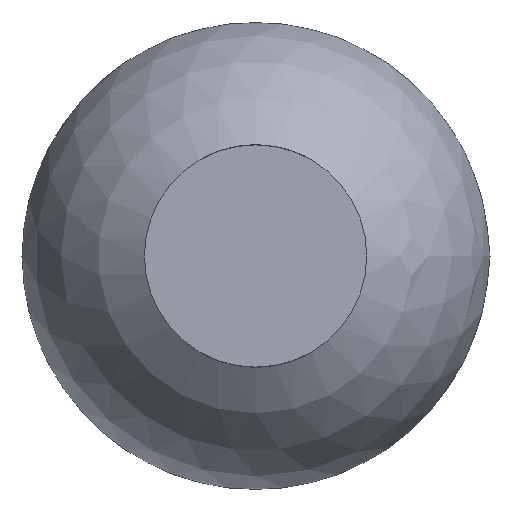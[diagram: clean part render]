
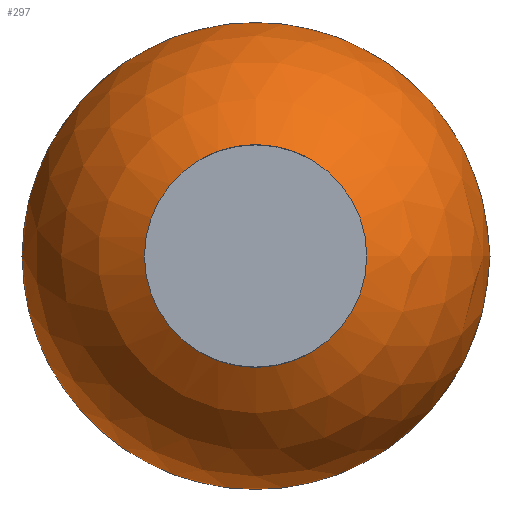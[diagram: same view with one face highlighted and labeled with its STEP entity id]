
A CAD part, front view. The second image highlights one B-rep face of the part: STEP entity #297.
In plain terms, the highlighted spherical face has radius 13.75 mm.
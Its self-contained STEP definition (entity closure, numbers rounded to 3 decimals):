
#39 = VERTEX_POINT('',#40);
#40 = CARTESIAN_POINT('',(6.5,64.133,0.));
#48 = EDGE_CURVE('',#39,#39,#49,.T.);
#49 = CIRCLE('',#50,6.5);
#50 = AXIS2_PLACEMENT_3D('',#51,#52,#53);
#51 = CARTESIAN_POINT('',(0.,64.133,0.));
#52 = DIRECTION('',(0.,-1.,0.));
#53 = DIRECTION('',(1.,0.,0.));
#297 = ADVANCED_FACE('',(#298),#311,.T.);
#298 = FACE_BOUND('',#299,.F.);
#299 = EDGE_LOOP('',(#300,#301,#310));
#300 = ORIENTED_EDGE('',*,*,#48,.T.);
#301 = ORIENTED_EDGE('',*,*,#302,.T.);
#302 = EDGE_CURVE('',#39,#303,#305,.T.);
#303 = VERTEX_POINT('',#304);
#304 = CARTESIAN_POINT('',(0.,90.,0.));
#305 = CIRCLE('',#306,13.75);
#306 = AXIS2_PLACEMENT_3D('',#307,#308,#309);
#307 = CARTESIAN_POINT('',(0.,76.25,0.));
#308 = DIRECTION('',(0.,0.,1.));
#309 = DIRECTION('',(1.,0.,0.));
#310 = ORIENTED_EDGE('',*,*,#302,.F.);
#311 = SPHERICAL_SURFACE('',#312,13.75);
#312 = AXIS2_PLACEMENT_3D('',#313,#314,#315);
#313 = CARTESIAN_POINT('',(0.,76.25,0.));
#314 = DIRECTION('',(0.,1.,0.));
#315 = DIRECTION('',(1.,0.,0.));
